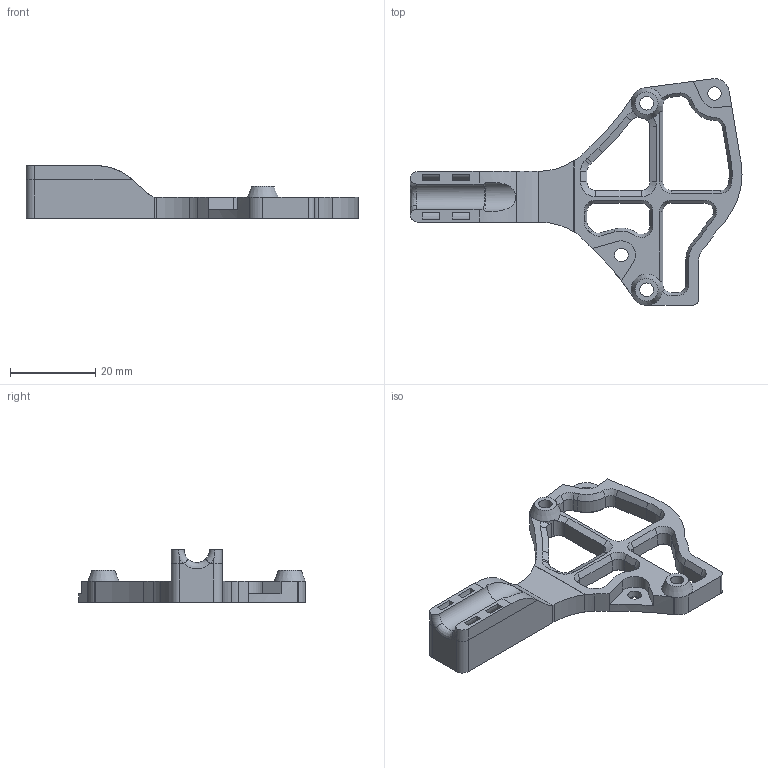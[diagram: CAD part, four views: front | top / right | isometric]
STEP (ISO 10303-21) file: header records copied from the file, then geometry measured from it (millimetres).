
FILE_DESCRIPTION(/* description */ (''),/* implementation_level */ '2;1');
FILE_NAME(/* name */ '',/* time_stamp */ '2025-10-12T11:37:08+03:00',/* author */ (''),/* organization */ (''),/* preprocessor_version */ 'ST-DEVELOPER v20.1',/* originating_system */ 'Autodesk Translation Framework v14.17.0.0',/* authorisation */ '');
FILE_SCHEMA (('AUTOMOTIVE_DESIGN { 1 0 10303 214 3 1 1 }'));
Length unit declared in the file: millimetre
Products named in the file (1): STH-36_orbiter_2.0_mounting_plate_overmold_strain
Bounding box: 78.06 x 53.3 x 12.38 mm (x, y, z)
Volume: 7554.1 mm3; surface area: 5816.7 mm2
Topology: 1 solids, 1 shells, 304 faces, 783 edges, 485 vertices
Faces by surface type: plane 121, cone 68, cylinder 66, bspline 47, torus 2
Full cylindrical faces by diameter (mm): 3.2 x4, 4.7 x2
Entity records: 9955 total; most frequent: CARTESIAN_POINT 2703, ORIENTED_EDGE 1566, DIRECTION 1401, EDGE_CURVE 783, VERTEX_POINT 485, AXIS2_PLACEMENT_3D 471, LINE 459, VECTOR 459
